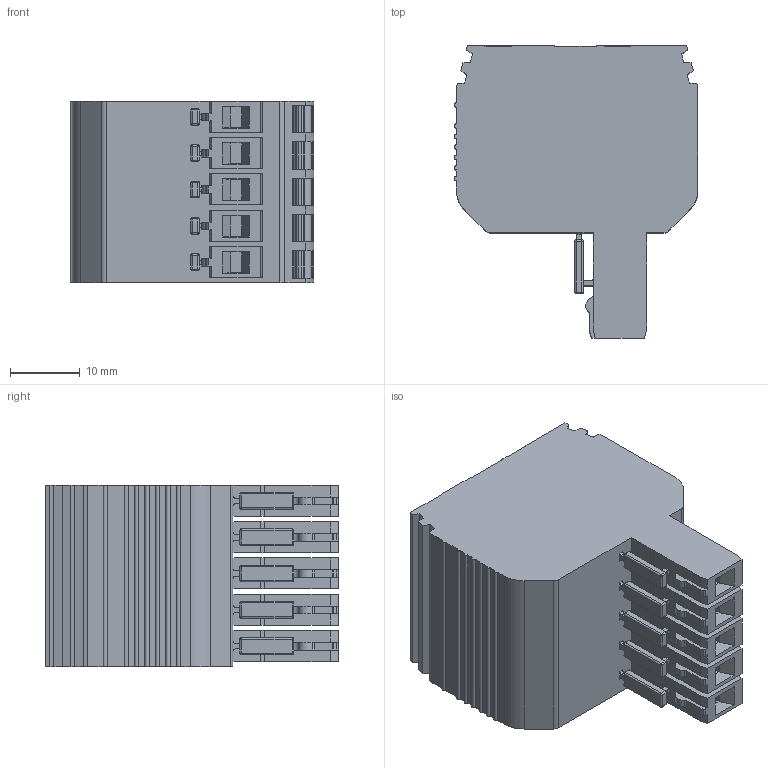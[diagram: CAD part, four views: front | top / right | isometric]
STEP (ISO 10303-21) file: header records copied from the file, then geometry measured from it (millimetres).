
FILE_DESCRIPTION (( 'STEP AP214' ), '1' );
FILE_NAME ('310569_SG_PT 2.5DB_5_Grey.STEP', '2017-10-02T05:00:20', ( '' ), ( '' ), 'SwSTEP 2.0', 'SolidWorks 2017', '' );
FILE_SCHEMA (( 'AUTOMOTIVE_DESIGN' ));
Length unit declared in the file: millimetre
Products named in the file (1): 310569_SG_PT 2.5DB_5_Grey
Bounding box: 34.9 x 41.9 x 26 mm (x, y, z)
Volume: 24893.5 mm3; surface area: 7858.6 mm2
Topology: 1 solids, 1 shells, 874 faces, 2387 edges, 1518 vertices
Faces by surface type: plane 561, cylinder 273, sphere 40
Entity records: 27161 total; most frequent: CARTESIAN_POINT 4815, ORIENTED_EDGE 4694, DIRECTION 4623, EDGE_CURVE 2347, LINE 1771, VECTOR 1771, VERTEX_POINT 1518, AXIS2_PLACEMENT_3D 1426
